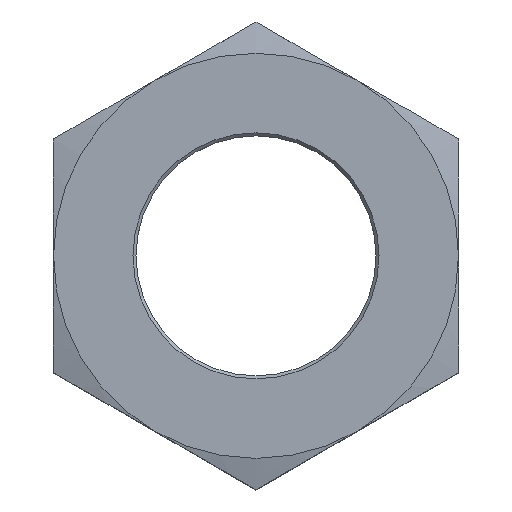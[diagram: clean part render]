
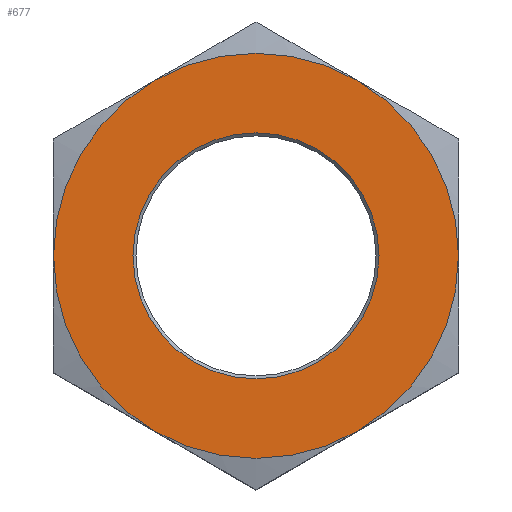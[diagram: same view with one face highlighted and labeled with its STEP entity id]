
A CAD part, top view. The second image highlights one B-rep face of the part: STEP entity #677.
In plain terms, the highlighted planar face has unit normal (0, 0, 1).
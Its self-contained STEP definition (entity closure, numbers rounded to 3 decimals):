
#438=CARTESIAN_POINT('',(13.5,0.,18.0));
#439=VERTEX_POINT('',#438);
#492=CARTESIAN_POINT('',(6.75,11.691,18.0));
#493=VERTEX_POINT('',#492);
#539=CARTESIAN_POINT('',(-6.75,11.691,18.0));
#540=VERTEX_POINT('',#539);
#587=CARTESIAN_POINT('',(8.2,0.,18.0));
#588=VERTEX_POINT('',#587);
#589=CARTESIAN_POINT('',(0.0,0.0,18.0));
#590=DIRECTION('',(0.0,0.0,1.0));
#591=DIRECTION('',(-1.0,0.0,0.0));
#592=AXIS2_PLACEMENT_3D('',#589,#590,#591);
#593=CIRCLE('',#592,8.2);
#594=EDGE_CURVE('',#588,#588,#593,.T.);
#619=CARTESIAN_POINT('',(0.,0.,18.0));
#620=DIRECTION('',(0.0,0.0,1.0));
#621=DIRECTION('',(1.0,0.0,0.0));
#622=AXIS2_PLACEMENT_3D('',#619,#620,#621);
#623=PLANE('',#622);
#624=CARTESIAN_POINT('',(-6.75,-11.691,18.0));
#625=VERTEX_POINT('',#624);
#626=CARTESIAN_POINT('',(6.75,-11.691,18.0));
#627=VERTEX_POINT('',#626);
#628=CARTESIAN_POINT('',(0.0,0.0,18.0));
#629=DIRECTION('',(0.0,0.0,1.0));
#630=DIRECTION('',(-0.5,-0.866,0.0));
#631=AXIS2_PLACEMENT_3D('',#628,#629,#630);
#632=CIRCLE('',#631,13.5);
#633=EDGE_CURVE('',#625,#627,#632,.T.);
#634=ORIENTED_EDGE('',*,*,#633,.T.);
#635=CARTESIAN_POINT('',(0.0,0.0,18.0));
#636=DIRECTION('',(0.0,0.0,1.0));
#637=DIRECTION('',(-0.5,-0.866,0.0));
#638=AXIS2_PLACEMENT_3D('',#635,#636,#637);
#639=CIRCLE('',#638,13.5);
#640=EDGE_CURVE('',#627,#439,#639,.T.);
#641=ORIENTED_EDGE('',*,*,#640,.T.);
#642=CARTESIAN_POINT('',(0.0,0.0,18.0));
#643=DIRECTION('',(0.0,0.0,1.0));
#644=DIRECTION('',(-0.5,-0.866,0.0));
#645=AXIS2_PLACEMENT_3D('',#642,#643,#644);
#646=CIRCLE('',#645,13.5);
#647=EDGE_CURVE('',#439,#493,#646,.T.);
#648=ORIENTED_EDGE('',*,*,#647,.T.);
#649=CARTESIAN_POINT('',(0.0,0.0,18.0));
#650=DIRECTION('',(0.0,0.0,1.0));
#651=DIRECTION('',(-0.5,-0.866,0.0));
#652=AXIS2_PLACEMENT_3D('',#649,#650,#651);
#653=CIRCLE('',#652,13.5);
#654=EDGE_CURVE('',#493,#540,#653,.T.);
#655=ORIENTED_EDGE('',*,*,#654,.T.);
#656=CARTESIAN_POINT('',(-13.5,0.0,18.0));
#657=VERTEX_POINT('',#656);
#658=CARTESIAN_POINT('',(0.0,0.0,18.0));
#659=DIRECTION('',(0.0,0.0,1.0));
#660=DIRECTION('',(-0.5,-0.866,0.0));
#661=AXIS2_PLACEMENT_3D('',#658,#659,#660);
#662=CIRCLE('',#661,13.5);
#663=EDGE_CURVE('',#540,#657,#662,.T.);
#664=ORIENTED_EDGE('',*,*,#663,.T.);
#665=CARTESIAN_POINT('',(0.0,0.0,18.0));
#666=DIRECTION('',(0.0,0.0,1.0));
#667=DIRECTION('',(-0.5,-0.866,0.0));
#668=AXIS2_PLACEMENT_3D('',#665,#666,#667);
#669=CIRCLE('',#668,13.5);
#670=EDGE_CURVE('',#657,#625,#669,.T.);
#671=ORIENTED_EDGE('',*,*,#670,.T.);
#672=EDGE_LOOP('',(#634,#641,#648,#655,#664,#671));
#673=FACE_OUTER_BOUND('',#672,.T.);
#674=ORIENTED_EDGE('',*,*,#594,.F.);
#675=EDGE_LOOP('',(#674));
#676=FACE_BOUND('',#675,.T.);
#677=ADVANCED_FACE('',(#673,#676),#623,.T.);
